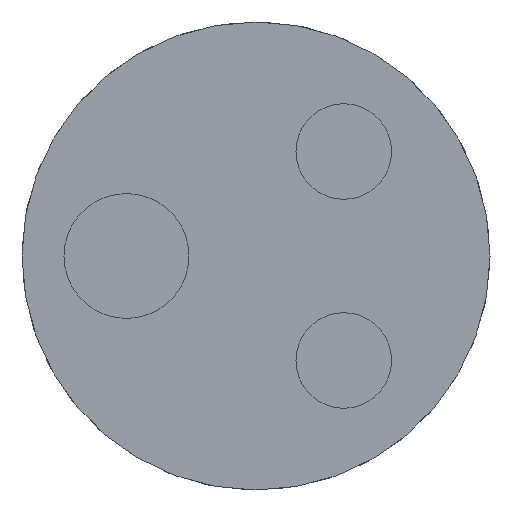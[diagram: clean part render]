
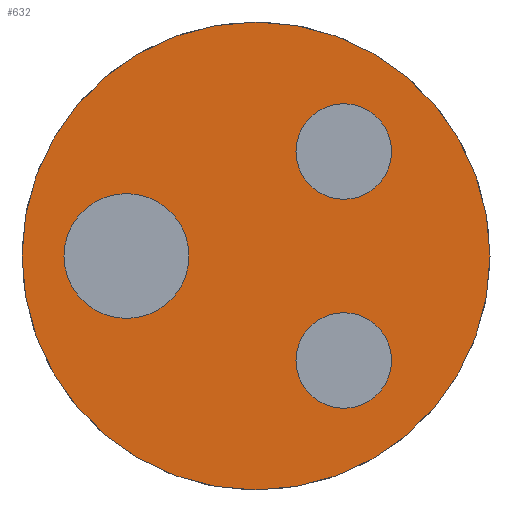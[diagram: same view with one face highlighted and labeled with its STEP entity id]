
A CAD part, left-side view. The second image highlights one B-rep face of the part: STEP entity #632.
In plain terms, the highlighted planar face has unit normal (-1, 0, 0).
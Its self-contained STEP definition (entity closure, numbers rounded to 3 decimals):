
#555=CARTESIAN_POINT('',(-36.,15.5,-7.475));
#556=VERTEX_POINT('',#555);
#557=CARTESIAN_POINT('',(-36.,15.5,0.));
#558=DIRECTION('',(1.0,0.0,0.0));
#559=DIRECTION('',(0.0,0.0,-1.0));
#560=AXIS2_PLACEMENT_3D('',#557,#558,#559);
#561=CIRCLE('',#560,7.475);
#562=EDGE_CURVE('',#556,#556,#561,.T.);
#575=CARTESIAN_POINT('',(-36.,-10.5,-18.222));
#576=VERTEX_POINT('',#575);
#577=CARTESIAN_POINT('',(-36.,-10.5,-12.5));
#578=DIRECTION('',(1.0,0.0,0.0));
#579=DIRECTION('',(0.0,0.0,-1.0));
#580=AXIS2_PLACEMENT_3D('',#577,#578,#579);
#581=CIRCLE('',#580,5.723);
#582=EDGE_CURVE('',#576,#576,#581,.T.);
#595=CARTESIAN_POINT('',(-36.,-10.5,6.778));
#596=VERTEX_POINT('',#595);
#597=CARTESIAN_POINT('',(-36.,-10.5,12.5));
#598=DIRECTION('',(1.0,0.0,0.0));
#599=DIRECTION('',(0.0,0.0,-1.0));
#600=AXIS2_PLACEMENT_3D('',#597,#598,#599);
#601=CIRCLE('',#600,5.723);
#602=EDGE_CURVE('',#596,#596,#601,.T.);
#607=CARTESIAN_POINT('',(-36.,-14.,0.));
#608=DIRECTION('',(-1.0,0.0,0.0));
#609=DIRECTION('',(0.0,0.0,-1.0));
#610=AXIS2_PLACEMENT_3D('',#607,#608,#609);
#611=PLANE('',#610);
#612=CARTESIAN_POINT('',(-36.,-28.,0.));
#613=VERTEX_POINT('',#612);
#614=CARTESIAN_POINT('',(-36.,0.,0.));
#615=DIRECTION('',(-1.0,0.0,0.0));
#616=DIRECTION('',(0.0,-1.0,0.0));
#617=AXIS2_PLACEMENT_3D('',#614,#615,#616);
#618=CIRCLE('',#617,28.);
#619=EDGE_CURVE('',#613,#613,#618,.T.);
#620=ORIENTED_EDGE('',*,*,#619,.T.);
#621=EDGE_LOOP('',(#620));
#622=FACE_OUTER_BOUND('',#621,.T.);
#623=ORIENTED_EDGE('',*,*,#562,.T.);
#624=EDGE_LOOP('',(#623));
#625=FACE_BOUND('',#624,.T.);
#626=ORIENTED_EDGE('',*,*,#582,.T.);
#627=EDGE_LOOP('',(#626));
#628=FACE_BOUND('',#627,.T.);
#629=ORIENTED_EDGE('',*,*,#602,.T.);
#630=EDGE_LOOP('',(#629));
#631=FACE_BOUND('',#630,.T.);
#632=ADVANCED_FACE('',(#622,#625,#628,#631),#611,.T.);
